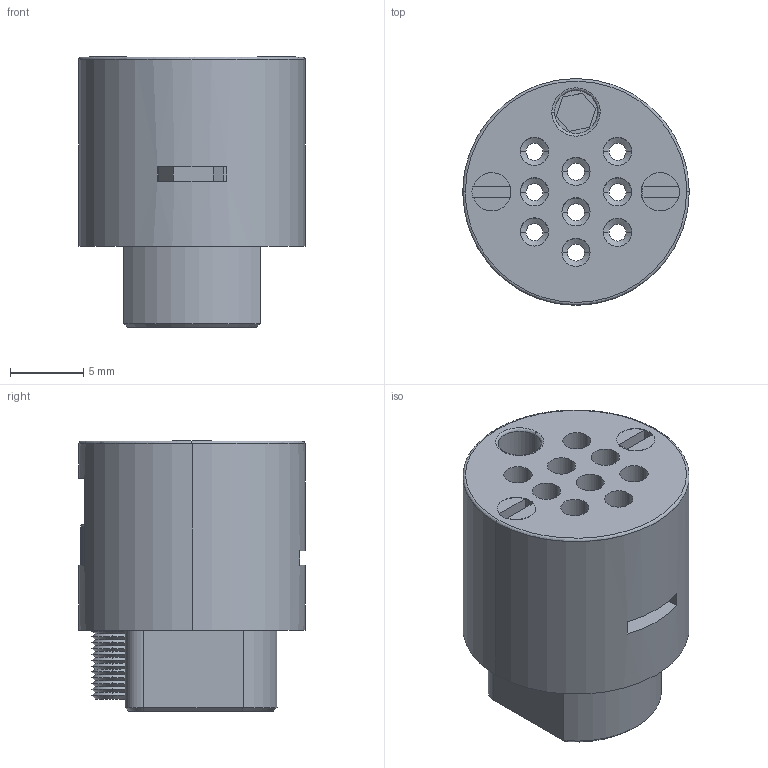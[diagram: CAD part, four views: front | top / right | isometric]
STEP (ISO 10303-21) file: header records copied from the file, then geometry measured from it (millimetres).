
FILE_DESCRIPTION (( 'STEP AP203' ), '1' );
FILE_NAME ('A3034-1-CN.STEP', '2013-11-07T14:44:46', ( '' ), ( '' ), 'SwSTEP 2.0', 'SolidWorks 2012', '' );
FILE_SCHEMA (( 'CONFIG_CONTROL_DESIGN' ));
Length unit declared in the file: centimetre
Products named in the file (1): A3034-1-CN
Bounding box: 15.49 x 15.49 x 18.52 mm (x, y, z)
Volume: 2415.6 mm3; surface area: 2404.5 mm2
Topology: 1 solids, 1 shells, 454 faces, 1229 edges, 787 vertices
Faces by surface type: plane 246, cylinder 130, cone 72, bspline 6
Entity records: 14604 total; most frequent: CARTESIAN_POINT 2971, ORIENTED_EDGE 2458, DIRECTION 2385, EDGE_CURVE 1229, AXIS2_PLACEMENT_3D 823, VERTEX_POINT 787, LINE 739, VECTOR 739
